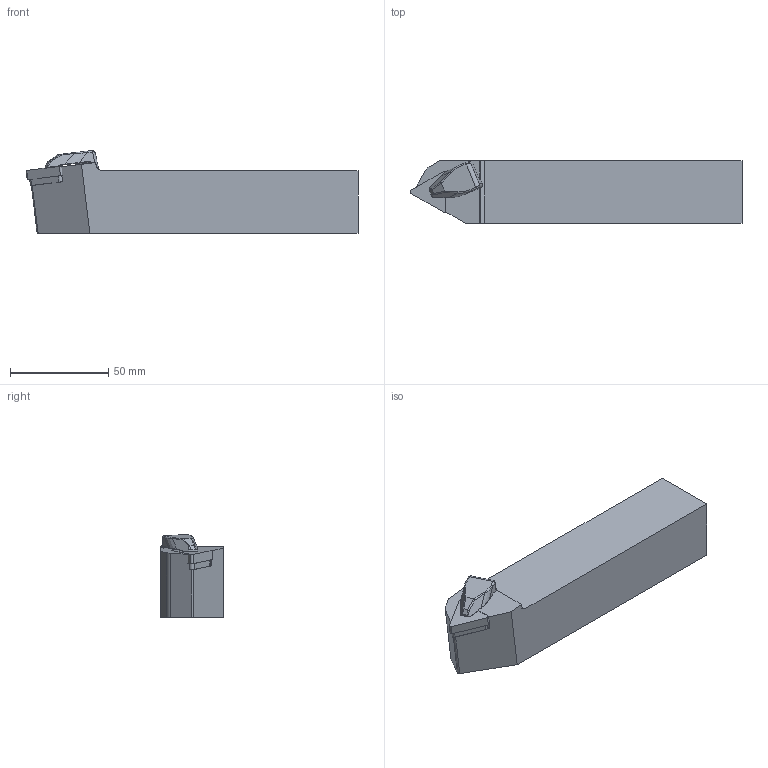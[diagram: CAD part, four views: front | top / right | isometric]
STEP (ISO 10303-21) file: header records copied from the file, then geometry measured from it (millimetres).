
FILE_DESCRIPTION(/* description */ (''),/* implementation_level */ '2;1');
FILE_NAME(/* name */ 'TTENN-3232-P16.stp',/* time_stamp */ '2023-10-17T10:48:58+03:00',/* author */ (''),/* organization */ (''),/* preprocessor_version */ 'ST-DEVELOPER v19.4',/* originating_system */ 'SIEMENS PLM Software NX2306.3001',/* authorisation */ '');
FILE_SCHEMA (('AUTOMOTIVE_DESIGN { 1 0 10303 214 3 1 1 1 }'));
Length unit declared in the file: millimetre
Products named in the file (1): TTENN-3232-P16
Bounding box: 169.21 x 32 x 42.27 mm (x, y, z)
Volume: 164077.7 mm3; surface area: 23958 mm2
Topology: 2 solids, 2 shells, 101 faces, 253 edges, 154 vertices
Faces by surface type: plane 41, cylinder 41, bspline 15, torus 2, sphere 2
Full cylindrical faces by diameter (mm): 4.4 x1, 6.2 x1
Entity records: 3375 total; most frequent: CARTESIAN_POINT 910, DIRECTION 510, ORIENTED_EDGE 492, EDGE_CURVE 246, AXIS2_PLACEMENT_3D 186, VERTEX_POINT 154, LINE 138, VECTOR 138
